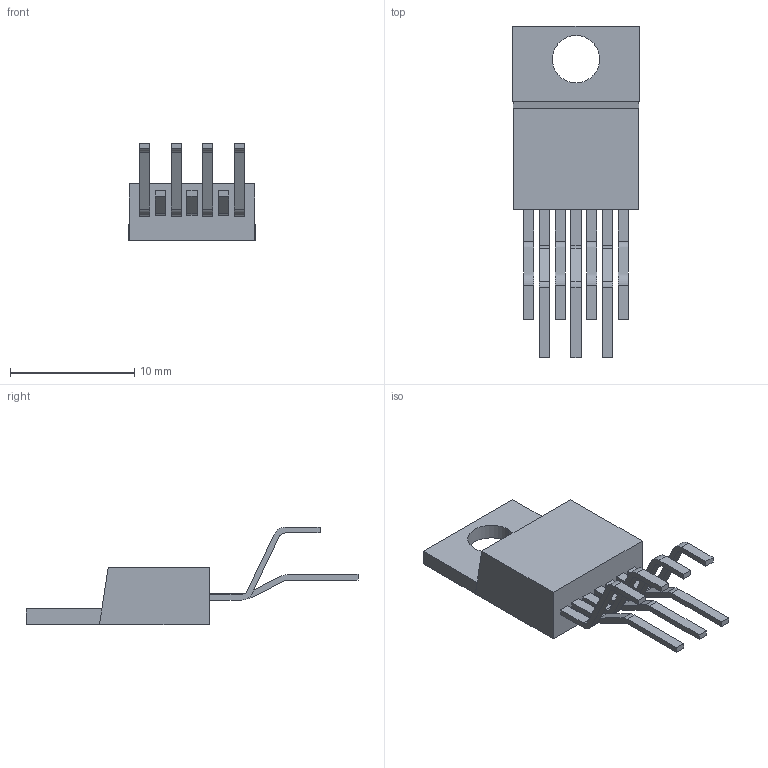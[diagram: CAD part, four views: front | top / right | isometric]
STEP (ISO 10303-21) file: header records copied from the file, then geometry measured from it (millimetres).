
FILE_DESCRIPTION (( 'STEP AP214' ), '1' );
FILE_NAME ('61ACABAE-5DF9-49ED-802F-E62F785627C9.STEP', '2008-07-01T06:43:58', ( 'Solidworks' ), ( 'Solidworks' ), 'SwSTEP 2.0', 'SolidWorks 2008', '' );
FILE_SCHEMA (( 'AUTOMOTIVE_DESIGN' ));
Length unit declared in the file: inch
Products named in the file (1): 61ACABAE-5DF9-49ED-802F-E62F785627C9
Bounding box: 10.16 x 26.67 x 7.82 mm (x, y, z)
Volume: 484.2 mm3; surface area: 687.5 mm2
Topology: 1 solids, 1 shells, 111 faces, 302 edges, 200 vertices
Faces by surface type: plane 81, cylinder 30
Entity records: 3580 total; most frequent: CARTESIAN_POINT 614, ORIENTED_EDGE 604, DIRECTION 586, EDGE_CURVE 302, VECTOR 242, LINE 242, VERTEX_POINT 200, AXIS2_PLACEMENT_3D 172
